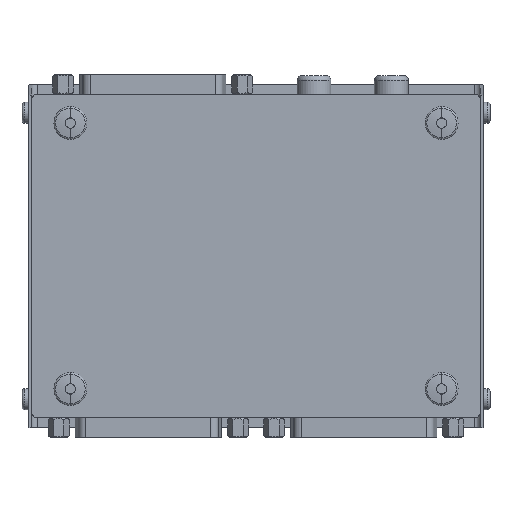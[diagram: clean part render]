
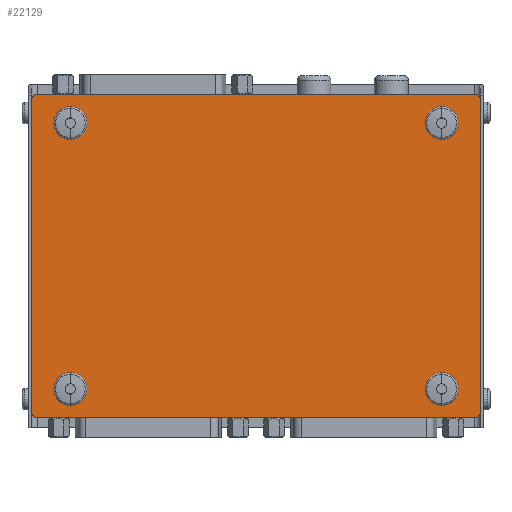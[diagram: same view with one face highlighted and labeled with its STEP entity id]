
A CAD part, front view. The second image highlights one B-rep face of the part: STEP entity #22129.
In plain terms, the highlighted planar face has unit normal (0, -1, 0).
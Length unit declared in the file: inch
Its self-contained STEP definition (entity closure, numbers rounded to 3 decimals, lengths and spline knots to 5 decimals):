
#254 = VERTEX_POINT ( 'NONE', #5219 ) ;
#260 = VERTEX_POINT ( 'NONE', #5323 ) ;
#336 = VERTEX_POINT ( 'NONE', #5236 ) ;
#384 = VERTEX_POINT ( 'NONE', #5167 ) ;
#460 = VERTEX_POINT ( 'NONE', #5152 ) ;
#471 = VERTEX_POINT ( 'NONE', #5386 ) ;
#493 = VERTEX_POINT ( 'NONE', #5365 ) ;
#830 = ORIENTED_EDGE ( 'NONE', *, *, #14505, .F. ) ;
#831 = ORIENTED_EDGE ( 'NONE', *, *, #23190, .F. ) ;
#832 = ORIENTED_EDGE ( 'NONE', *, *, #23085, .T. ) ;
#834 = ORIENTED_EDGE ( 'NONE', *, *, #23138, .F. ) ;
#835 = ORIENTED_EDGE ( 'NONE', *, *, #22858, .F. ) ;
#839 = ORIENTED_EDGE ( 'NONE', *, *, #23120, .F. ) ;
#841 = ORIENTED_EDGE ( 'NONE', *, *, #22952, .T. ) ;
#842 = ORIENTED_EDGE ( 'NONE', *, *, #14136, .F. ) ;
#848 = ORIENTED_EDGE ( 'NONE', *, *, #14446, .F. ) ;
#932 = ORIENTED_EDGE ( 'NONE', *, *, #23006, .F. ) ;
#934 = ORIENTED_EDGE ( 'NONE', *, *, #22610, .F. ) ;
#935 = ORIENTED_EDGE ( 'NONE', *, *, #13885, .F. ) ;
#936 = ORIENTED_EDGE ( 'NONE', *, *, #12546, .T. ) ;
#939 = ORIENTED_EDGE ( 'NONE', *, *, #14155, .T. ) ;
#940 = ORIENTED_EDGE ( 'NONE', *, *, #23132, .T. ) ;
#953 = ORIENTED_EDGE ( 'NONE', *, *, #22719, .T. ) ;
#2410 = CARTESIAN_POINT ( 'NONE',  ( 1.92, -0.56, -1.375 ) ) ;
#2411 = DIRECTION ( 'NONE',  ( 0., -1., 0. ) ) ;
#2412 = DIRECTION ( 'NONE',  ( 0., 0., -1. ) ) ;
#2613 = CARTESIAN_POINT ( 'NONE',  ( -2.26, -0.56, 1.615 ) ) ;
#2614 = DIRECTION ( 'NONE',  ( 0., -1., 0. ) ) ;
#2615 = DIRECTION ( 'NONE',  ( 0., 0., -1. ) ) ;
#3119 = CARTESIAN_POINT ( 'NONE',  ( 2.32, -0.56, 1.66 ) ) ;
#3547 = DIRECTION ( 'NONE',  ( 0., -1., 0. ) ) ;
#3605 = PLANE ( 'NONE',  #8019 ) ;
#3627 = DIRECTION ( 'NONE',  ( 0., 0., -1. ) ) ;
#4328 = CIRCLE ( 'NONE', #19269, 0.05 ) ;
#4434 = CIRCLE ( 'NONE', #19279, 0.06 ) ;
#4544 = LINE ( 'NONE', #10903, #4550 ) ;
#4550 = VECTOR ( 'NONE', #10898, 39.37008 ) ;
#4622 = CIRCLE ( 'NONE', #19295, 0.06 ) ;
#4657 = CIRCLE ( 'NONE', #19298, 0.05 ) ;
#4749 = CIRCLE ( 'NONE', #19309, 0.06 ) ;
#4793 = CIRCLE ( 'NONE', #19312, 0.05 ) ;
#4804 = CIRCLE ( 'NONE', #19314, 0.06 ) ;
#4816 = LINE ( 'NONE', #11522, #4821 ) ;
#4821 = VECTOR ( 'NONE', #11523, 39.37008 ) ;
#4896 = CIRCLE ( 'NONE', #19324, 0.05 ) ;
#5152 = CARTESIAN_POINT ( 'NONE',  ( 2.26, -0.56, 1.675 ) ) ;
#5167 = CARTESIAN_POINT ( 'NONE',  ( -2.26, -0.56, -1.675 ) ) ;
#5219 = CARTESIAN_POINT ( 'NONE',  ( 2.32, -0.56, 1.615 ) ) ;
#5236 = CARTESIAN_POINT ( 'NONE',  ( -2.26, -0.56, 1.675 ) ) ;
#5323 = CARTESIAN_POINT ( 'NONE',  ( 2.32, -0.56, -1.615 ) ) ;
#5365 = CARTESIAN_POINT ( 'NONE',  ( -2.32, -0.56, 1.615 ) ) ;
#5386 = CARTESIAN_POINT ( 'NONE',  ( -2.32, -0.56, -1.615 ) ) ;
#5512 = VERTEX_POINT ( 'NONE', #19194 ) ;
#5539 = VERTEX_POINT ( 'NONE', #24401 ) ;
#5555 = VERTEX_POINT ( 'NONE', #24370 ) ;
#5561 = VERTEX_POINT ( 'NONE', #24268 ) ;
#5566 = VERTEX_POINT ( 'NONE', #24323 ) ;
#5630 = VERTEX_POINT ( 'NONE', #24267 ) ;
#5634 = VERTEX_POINT ( 'NONE', #24286 ) ;
#5641 = VERTEX_POINT ( 'NONE', #13571 ) ;
#5649 = VERTEX_POINT ( 'NONE', #24288 ) ;
#5782 = AXIS2_PLACEMENT_3D ( 'NONE', #17574, #17584, #17589 ) ;
#5904 = AXIS2_PLACEMENT_3D ( 'NONE', #21658, #21662, #21666 ) ;
#5938 = AXIS2_PLACEMENT_3D ( 'NONE', #19056, #19129, #18282 ) ;
#5952 = AXIS2_PLACEMENT_3D ( 'NONE', #21603, #21602, #21591 ) ;
#6168 = EDGE_LOOP ( 'NONE', ( #932, #935 ) ) ;
#6227 = EDGE_LOOP ( 'NONE', ( #839, #842 ) ) ;
#7227 = LINE ( 'NONE', #17786, #7233 ) ;
#7233 = VECTOR ( 'NONE', #17910, 39.37008 ) ;
#7368 = CIRCLE ( 'NONE', #5782, 0.05 ) ;
#7550 = CIRCLE ( 'NONE', #5938, 0.05 ) ;
#7567 = LINE ( 'NONE', #18987, #7570 ) ;
#7570 = VECTOR ( 'NONE', #18469, 39.37008 ) ;
#7734 = CIRCLE ( 'NONE', #5904, 0.05 ) ;
#7777 = CIRCLE ( 'NONE', #5952, 0.05 ) ;
#8019 = AXIS2_PLACEMENT_3D ( 'NONE', #3119, #3547, #3627 ) ;
#9983 = FACE_BOUND ( 'NONE', #6168, .T. ) ;
#9991 = FACE_BOUND ( 'NONE', #6227, .T. ) ;
#9992 = FACE_OUTER_BOUND ( 'NONE', #12343, .T. ) ;
#9993 = FACE_BOUND ( 'NONE', #12002, .T. ) ;
#9994 = FACE_BOUND ( 'NONE', #12128, .T. ) ;
#10898 = DIRECTION ( 'NONE',  ( -1., 0., 0. ) ) ;
#10903 = CARTESIAN_POINT ( 'NONE',  ( 2.32, -0.56, -1.675 ) ) ;
#11081 = CARTESIAN_POINT ( 'NONE',  ( 2.26, -0.56, -1.615 ) ) ;
#11082 = DIRECTION ( 'NONE',  ( 0., -1., 0. ) ) ;
#11083 = DIRECTION ( 'NONE',  ( 0., 0., -1. ) ) ;
#11213 = CARTESIAN_POINT ( 'NONE',  ( 1.92, -0.56, 1.375 ) ) ;
#11214 = DIRECTION ( 'NONE',  ( 0., -1., 0. ) ) ;
#11215 = DIRECTION ( 'NONE',  ( 0., 0., -1. ) ) ;
#11389 = CARTESIAN_POINT ( 'NONE',  ( -2.26, -0.56, -1.615 ) ) ;
#11390 = DIRECTION ( 'NONE',  ( 0., -1., 0. ) ) ;
#11391 = DIRECTION ( 'NONE',  ( 0., 0., -1. ) ) ;
#11475 = CARTESIAN_POINT ( 'NONE',  ( -1.92, -0.56, -1.375 ) ) ;
#11476 = DIRECTION ( 'NONE',  ( 0., -1., 0. ) ) ;
#11477 = DIRECTION ( 'NONE',  ( 0., 0., -1. ) ) ;
#11515 = CARTESIAN_POINT ( 'NONE',  ( 2.26, -0.56, 1.615 ) ) ;
#11516 = DIRECTION ( 'NONE',  ( 0., -1., 0. ) ) ;
#11517 = DIRECTION ( 'NONE',  ( 0., 0., -1. ) ) ;
#11522 = CARTESIAN_POINT ( 'NONE',  ( -2.32, -0.56, 1.66 ) ) ;
#11523 = DIRECTION ( 'NONE',  ( 0., 0., 1. ) ) ;
#11699 = CARTESIAN_POINT ( 'NONE',  ( -1.92, -0.56, 1.375 ) ) ;
#11700 = DIRECTION ( 'NONE',  ( 0., -1., 0. ) ) ;
#11701 = DIRECTION ( 'NONE',  ( 0., 0., -1. ) ) ;
#12002 = EDGE_LOOP ( 'NONE', ( #831, #848 ) ) ;
#12128 = EDGE_LOOP ( 'NONE', ( #934, #830 ) ) ;
#12343 = EDGE_LOOP ( 'NONE', ( #834, #832, #835, #841, #936, #940, #939, #953 ) ) ;
#12546 = EDGE_CURVE ( 'NONE', #260, #254, #7227, .T. ) ;
#13571 = CARTESIAN_POINT ( 'NONE',  ( -1.92, -0.56, -1.325 ) ) ;
#13885 = EDGE_CURVE ( 'NONE', #5649, #5561, #7368, .T. ) ;
#14136 = EDGE_CURVE ( 'NONE', #5641, #5630, #7550, .T. ) ;
#14155 = EDGE_CURVE ( 'NONE', #460, #336, #7567, .T. ) ;
#14446 = EDGE_CURVE ( 'NONE', #5512, #5539, #7734, .T. ) ;
#14505 = EDGE_CURVE ( 'NONE', #5555, #5634, #7777, .T. ) ;
#17574 = CARTESIAN_POINT ( 'NONE',  ( 1.92, -0.56, 1.375 ) ) ;
#17584 = DIRECTION ( 'NONE',  ( 0., -1., 0. ) ) ;
#17589 = DIRECTION ( 'NONE',  ( 0., 0., -1. ) ) ;
#17786 = CARTESIAN_POINT ( 'NONE',  ( 2.32, -0.56, 1.66 ) ) ;
#17910 = DIRECTION ( 'NONE',  ( 0., 0., 1. ) ) ;
#18282 = DIRECTION ( 'NONE',  ( 0., 0., -1. ) ) ;
#18469 = DIRECTION ( 'NONE',  ( -1., 0., 0. ) ) ;
#18987 = CARTESIAN_POINT ( 'NONE',  ( 2.32, -0.56, 1.675 ) ) ;
#19056 = CARTESIAN_POINT ( 'NONE',  ( -1.92, -0.56, -1.375 ) ) ;
#19129 = DIRECTION ( 'NONE',  ( 0., -1., 0. ) ) ;
#19194 = CARTESIAN_POINT ( 'NONE',  ( -1.92, -0.56, 1.425 ) ) ;
#19269 = AXIS2_PLACEMENT_3D ( 'NONE', #2410, #2411, #2412 ) ;
#19279 = AXIS2_PLACEMENT_3D ( 'NONE', #2613, #2614, #2615 ) ;
#19295 = AXIS2_PLACEMENT_3D ( 'NONE', #11081, #11082, #11083 ) ;
#19298 = AXIS2_PLACEMENT_3D ( 'NONE', #11213, #11214, #11215 ) ;
#19309 = AXIS2_PLACEMENT_3D ( 'NONE', #11389, #11390, #11391 ) ;
#19312 = AXIS2_PLACEMENT_3D ( 'NONE', #11475, #11476, #11477 ) ;
#19314 = AXIS2_PLACEMENT_3D ( 'NONE', #11515, #11516, #11517 ) ;
#19324 = AXIS2_PLACEMENT_3D ( 'NONE', #11699, #11700, #11701 ) ;
#21591 = DIRECTION ( 'NONE',  ( 0., 0., -1. ) ) ;
#21602 = DIRECTION ( 'NONE',  ( 0., -1., 0. ) ) ;
#21603 = CARTESIAN_POINT ( 'NONE',  ( 1.92, -0.56, -1.375 ) ) ;
#21658 = CARTESIAN_POINT ( 'NONE',  ( -1.92, -0.56, 1.375 ) ) ;
#21662 = DIRECTION ( 'NONE',  ( 0., -1., 0. ) ) ;
#21666 = DIRECTION ( 'NONE',  ( 0., 0., -1. ) ) ;
#22129 = ADVANCED_FACE ( 'NONE', ( #9983, #9994, #9991, #9993, #9992 ), #3605, .T. ) ;
#22610 = EDGE_CURVE ( 'NONE', #5634, #5555, #4328, .T. ) ;
#22719 = EDGE_CURVE ( 'NONE', #336, #493, #4434, .T. ) ;
#22858 = EDGE_CURVE ( 'NONE', #5566, #384, #4544, .T. ) ;
#22952 = EDGE_CURVE ( 'NONE', #5566, #260, #4622, .T. ) ;
#23006 = EDGE_CURVE ( 'NONE', #5561, #5649, #4657, .T. ) ;
#23085 = EDGE_CURVE ( 'NONE', #471, #384, #4749, .T. ) ;
#23120 = EDGE_CURVE ( 'NONE', #5630, #5641, #4793, .T. ) ;
#23132 = EDGE_CURVE ( 'NONE', #254, #460, #4804, .T. ) ;
#23138 = EDGE_CURVE ( 'NONE', #471, #493, #4816, .T. ) ;
#23190 = EDGE_CURVE ( 'NONE', #5539, #5512, #4896, .T. ) ;
#24267 = CARTESIAN_POINT ( 'NONE',  ( -1.92, -0.56, -1.425 ) ) ;
#24268 = CARTESIAN_POINT ( 'NONE',  ( 1.92, -0.56, 1.325 ) ) ;
#24286 = CARTESIAN_POINT ( 'NONE',  ( 1.92, -0.56, -1.425 ) ) ;
#24288 = CARTESIAN_POINT ( 'NONE',  ( 1.92, -0.56, 1.425 ) ) ;
#24323 = CARTESIAN_POINT ( 'NONE',  ( 2.26, -0.56, -1.675 ) ) ;
#24370 = CARTESIAN_POINT ( 'NONE',  ( 1.92, -0.56, -1.325 ) ) ;
#24401 = CARTESIAN_POINT ( 'NONE',  ( -1.92, -0.56, 1.325 ) ) ;
